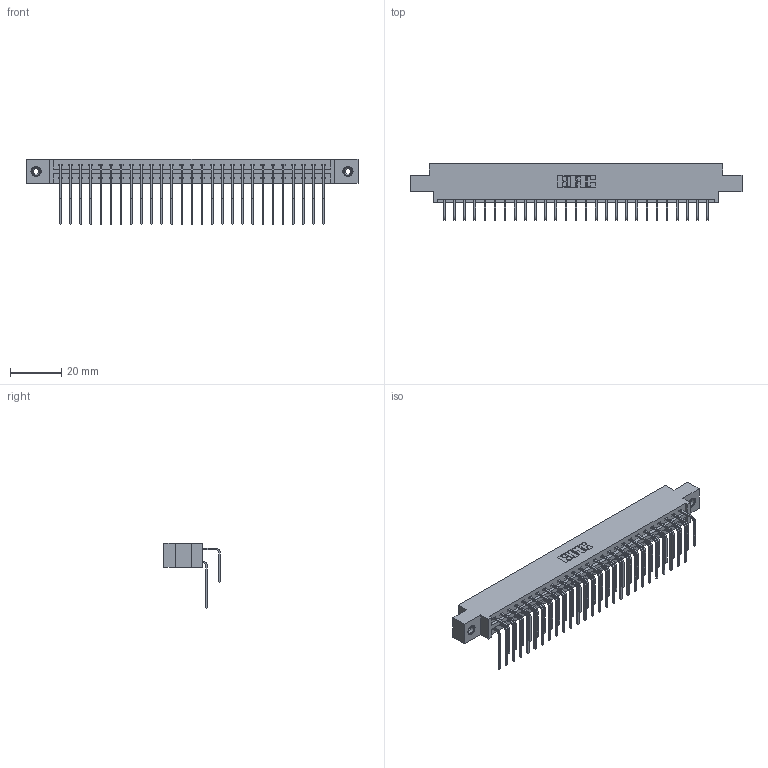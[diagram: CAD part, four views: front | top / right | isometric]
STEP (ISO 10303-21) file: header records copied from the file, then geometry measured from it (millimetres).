
FILE_DESCRIPTION (( 'STEP AP203' ), '1' );
FILE_NAME ('387-054-558-808.STEP', '2019-10-19T05:47:57', ( '' ), ( '' ), 'SwSTEP 2.0', 'SolidWorks 2016', '' );
FILE_SCHEMA (( 'CONFIG_CONTROL_DESIGN' ));
Length unit declared in the file: inch
Products named in the file (5): 345-292-001_558 559 Tail - 1; 387-054-558-808; 337 Part_0.170 Offset - 0.156 Dia-TI; 345-250-001_345-250-003-102; 345-292-001_558 Tail - 2
Assembly tree (57 placements, depth 2):
  387-054-558-808
    337 Part_0.170 Offset - 0.156 Dia-TI
    345-292-001_558 559 Tail - 1  x27
    345-292-001_558 Tail - 2  x27
    345-250-001_345-250-003-102  x2
Bounding box: 130 x 22.17 x 25.53 mm (x, y, z)
Volume: 13688 mm3; surface area: 17024.5 mm2
Topology: 57 solids, 57 shells, 3202 faces, 9477 edges, 6238 vertices
Faces by surface type: plane 2266, cylinder 920, cone 12, torus 4
Entity records: 25976 total; most frequent: CARTESIAN_POINT 4416, ORIENTED_EDGE 4294, DIRECTION 3797, EDGE_CURVE 2147, VECTOR 1959, LINE 1959, VERTEX_POINT 1424, AXIS2_PLACEMENT_3D 919
